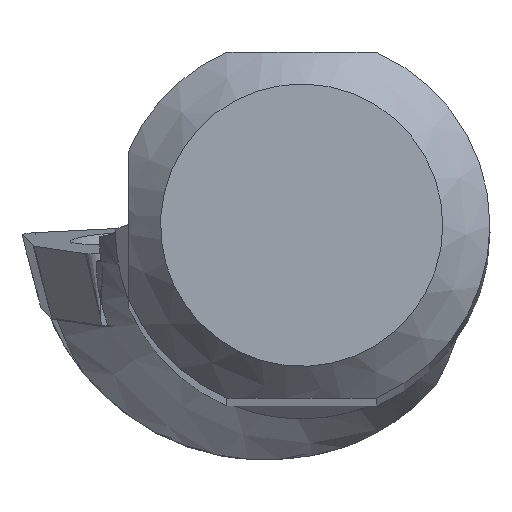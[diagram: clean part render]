
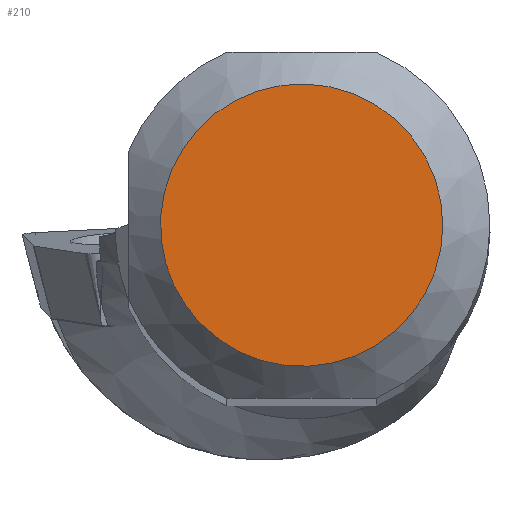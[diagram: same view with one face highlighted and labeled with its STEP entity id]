
A CAD part, top view. The second image highlights one B-rep face of the part: STEP entity #210.
In plain terms, the highlighted planar face has unit normal (0, 0, 1).
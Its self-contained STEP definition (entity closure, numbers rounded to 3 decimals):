
#161=FACE_OUTER_BOUND('',#307,.T.);
#210=ADVANCED_FACE('',(#161),#240,.T.);
#240=PLANE('',#1125);
#307=EDGE_LOOP('',(#532));
#348=CIRCLE('',#1124,4.493);
#532=ORIENTED_EDGE('',*,*,#815,.T.);
#696=VERTEX_POINT('',#1834);
#815=EDGE_CURVE('',#696,#696,#348,.T.);
#1124=AXIS2_PLACEMENT_3D('',#1833,#1362,#1363);
#1125=AXIS2_PLACEMENT_3D('',#1835,#1364,#1365);
#1362=DIRECTION('',(0.,0.,1.));
#1363=DIRECTION('',(1.,0.,0.));
#1364=DIRECTION('',(0.,0.,1.));
#1365=DIRECTION('',(1.,0.,0.));
#1833=CARTESIAN_POINT('',(0.,0.,0.));
#1834=CARTESIAN_POINT('',(4.493,0.,0.));
#1835=CARTESIAN_POINT('',(0.,0.,
0.));
